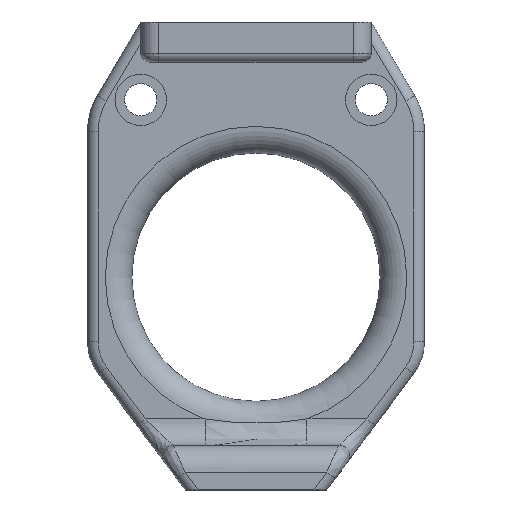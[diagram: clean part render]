
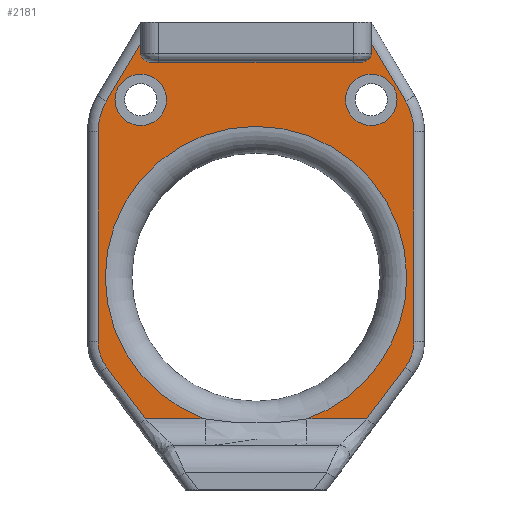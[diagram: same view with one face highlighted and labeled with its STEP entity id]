
A CAD part, top view. The second image highlights one B-rep face of the part: STEP entity #2181.
In plain terms, the highlighted planar face has unit normal (0, 0, 1).
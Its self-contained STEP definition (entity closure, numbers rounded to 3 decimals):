
#26=FACE_BOUND('',#320,.T.);
#27=FACE_BOUND('',#321,.T.);
#77=PLANE('',#2400);
#188=FACE_OUTER_BOUND('',#319,.T.);
#319=EDGE_LOOP('',(#1763,#1764,#1765,#1766,#1767,#1768,#1769,#1770,#1771,
#1772,#1773,#1774,#1775,#1776,#1777,#1778,#1779,#1780,#1781));
#320=EDGE_LOOP('',(#1782));
#321=EDGE_LOOP('',(#1783));
#402=LINE('',#3268,#610);
#407=LINE('',#3283,#615);
#413=LINE('',#3388,#621);
#415=LINE('',#3400,#623);
#417=LINE('',#3409,#625);
#432=LINE('',#3446,#640);
#433=LINE('',#3457,#641);
#435=LINE('',#3469,#643);
#507=LINE('',#3750,#715);
#510=LINE('',#3766,#718);
#511=LINE('',#3771,#719);
#610=VECTOR('',#2551,10.);
#615=VECTOR('',#2568,10.);
#621=VECTOR('',#2602,10.);
#623=VECTOR('',#2616,10.);
#625=VECTOR('',#2628,10.);
#640=VECTOR('',#2665,10.);
#641=VECTOR('',#2678,10.);
#643=VECTOR('',#2692,10.);
#715=VECTOR('',#2868,10.);
#718=VECTOR('',#2887,1000.);
#719=VECTOR('',#2892,1000.);
#817=CIRCLE('',#2274,1.);
#825=CIRCLE('',#2284,1.);
#834=CIRCLE('',#2309,4.8);
#838=CIRCLE('',#2315,6.8);
#844=CIRCLE('',#2331,6.8);
#848=CIRCLE('',#2337,4.8);
#875=CIRCLE('',#2383,2.9);
#878=CIRCLE('',#2388,2.9);
#885=CIRCLE('',#2401,17.);
#886=CIRCLE('',#2402,17.);
#916=VERTEX_POINT('',#3216);
#917=VERTEX_POINT('',#3218);
#924=VERTEX_POINT('',#3256);
#925=VERTEX_POINT('',#3257);
#928=VERTEX_POINT('',#3266);
#932=VERTEX_POINT('',#3282);
#943=VERTEX_POINT('',#3380);
#945=VERTEX_POINT('',#3386);
#947=VERTEX_POINT('',#3392);
#949=VERTEX_POINT('',#3398);
#951=VERTEX_POINT('',#3404);
#962=VERTEX_POINT('',#3444);
#964=VERTEX_POINT('',#3449);
#966=VERTEX_POINT('',#3455);
#968=VERTEX_POINT('',#3461);
#970=VERTEX_POINT('',#3467);
#1050=VERTEX_POINT('',#3732);
#1053=VERTEX_POINT('',#3741);
#1060=VERTEX_POINT('',#3765);
#1061=VERTEX_POINT('',#3767);
#1062=VERTEX_POINT('',#3769);
#1127=EDGE_CURVE('',#916,#917,#817,.F.);
#1138=EDGE_CURVE('',#924,#925,#825,.F.);
#1144=EDGE_CURVE('',#928,#924,#402,.T.);
#1151=EDGE_CURVE('',#917,#932,#407,.T.);
#1168=EDGE_CURVE('',#945,#943,#413,.T.);
#1171=EDGE_CURVE('',#947,#945,#834,.T.);
#1174=EDGE_CURVE('',#949,#947,#415,.T.);
#1177=EDGE_CURVE('',#951,#949,#838,.T.);
#1179=EDGE_CURVE('',#932,#951,#417,.T.);
#1198=EDGE_CURVE('',#962,#928,#432,.T.);
#1200=EDGE_CURVE('',#964,#962,#844,.T.);
#1203=EDGE_CURVE('',#966,#964,#433,.T.);
#1206=EDGE_CURVE('',#968,#966,#848,.T.);
#1209=EDGE_CURVE('',#970,#968,#435,.T.);
#1307=EDGE_CURVE('',#1050,#1050,#875,.T.);
#1311=EDGE_CURVE('',#1053,#1053,#878,.T.);
#1315=EDGE_CURVE('',#916,#925,#507,.T.);
#1322=EDGE_CURVE('',#970,#1060,#510,.T.);
#1323=EDGE_CURVE('',#1060,#1061,#885,.T.);
#1324=EDGE_CURVE('',#1061,#1062,#886,.T.);
#1325=EDGE_CURVE('',#1062,#943,#511,.T.);
#1763=ORIENTED_EDGE('',*,*,#1179,.F.);
#1764=ORIENTED_EDGE('',*,*,#1151,.F.);
#1765=ORIENTED_EDGE('',*,*,#1127,.F.);
#1766=ORIENTED_EDGE('',*,*,#1315,.T.);
#1767=ORIENTED_EDGE('',*,*,#1138,.F.);
#1768=ORIENTED_EDGE('',*,*,#1144,.F.);
#1769=ORIENTED_EDGE('',*,*,#1198,.F.);
#1770=ORIENTED_EDGE('',*,*,#1200,.F.);
#1771=ORIENTED_EDGE('',*,*,#1203,.F.);
#1772=ORIENTED_EDGE('',*,*,#1206,.F.);
#1773=ORIENTED_EDGE('',*,*,#1209,.F.);
#1774=ORIENTED_EDGE('',*,*,#1322,.T.);
#1775=ORIENTED_EDGE('',*,*,#1323,.T.);
#1776=ORIENTED_EDGE('',*,*,#1324,.T.);
#1777=ORIENTED_EDGE('',*,*,#1325,.T.);
#1778=ORIENTED_EDGE('',*,*,#1168,.F.);
#1779=ORIENTED_EDGE('',*,*,#1171,.F.);
#1780=ORIENTED_EDGE('',*,*,#1174,.F.);
#1781=ORIENTED_EDGE('',*,*,#1177,.F.);
#1782=ORIENTED_EDGE('',*,*,#1307,.T.);
#1783=ORIENTED_EDGE('',*,*,#1311,.T.);
#2181=ADVANCED_FACE('',(#188,#26,#27),#77,.F.);
#2274=AXIS2_PLACEMENT_3D('',#3219,#2518,#2519);
#2284=AXIS2_PLACEMENT_3D('',#3258,#2541,#2542);
#2309=AXIS2_PLACEMENT_3D('',#3394,#2608,#2609);
#2315=AXIS2_PLACEMENT_3D('',#3406,#2622,#2623);
#2331=AXIS2_PLACEMENT_3D('',#3451,#2670,#2671);
#2337=AXIS2_PLACEMENT_3D('',#3463,#2684,#2685);
#2383=AXIS2_PLACEMENT_3D('',#3733,#2846,#2847);
#2388=AXIS2_PLACEMENT_3D('',#3742,#2857,#2858);
#2400=AXIS2_PLACEMENT_3D('',#3764,#2885,#2886);
#2401=AXIS2_PLACEMENT_3D('',#3768,#2888,#2889);
#2402=AXIS2_PLACEMENT_3D('',#3770,#2890,#2891);
#2518=DIRECTION('center_axis',(0.,0.,-1.));
#2519=DIRECTION('ref_axis',(0.707,-0.707,0.));
#2541=DIRECTION('center_axis',(0.,0.,-1.));
#2542=DIRECTION('ref_axis',(-0.707,-0.707,0.));
#2551=DIRECTION('',(0.,-1.,0.));
#2568=DIRECTION('',(0.,1.,0.));
#2602=DIRECTION('',(-0.598,-0.801,0.));
#2608=DIRECTION('center_axis',(0.,0.,-1.));
#2609=DIRECTION('ref_axis',(0.949,-0.315,0.));
#2616=DIRECTION('',(0.,-1.,0.));
#2622=DIRECTION('center_axis',(0.,0.,-1.));
#2623=DIRECTION('ref_axis',(0.965,0.264,0.));
#2628=DIRECTION('',(0.509,-0.861,0.));
#2665=DIRECTION('',(0.509,0.861,0.));
#2670=DIRECTION('center_axis',(0.,0.,-1.));
#2671=DIRECTION('ref_axis',(-0.965,0.264,0.));
#2678=DIRECTION('',(0.,1.,0.));
#2684=DIRECTION('center_axis',(0.,0.,-1.));
#2685=DIRECTION('ref_axis',(-0.949,-0.315,0.));
#2692=DIRECTION('',(-0.598,0.801,0.));
#2846=DIRECTION('center_axis',(0.,0.,-1.));
#2847=DIRECTION('ref_axis',(-1.,0.,0.));
#2857=DIRECTION('center_axis',(0.,0.,-1.));
#2858=DIRECTION('ref_axis',(-1.,0.,0.));
#2868=DIRECTION('',(-1.,0.,0.));
#2885=DIRECTION('center_axis',(0.,0.,-1.));
#2886=DIRECTION('ref_axis',(-1.,0.,0.));
#2887=DIRECTION('',(1.,0.,0.));
#2888=DIRECTION('center_axis',(0.,0.,-1.));
#2889=DIRECTION('ref_axis',(-1.,0.,0.));
#2890=DIRECTION('center_axis',(0.,0.,-1.));
#2891=DIRECTION('ref_axis',(-1.,0.,0.));
#2892=DIRECTION('',(1.,0.,0.));
#3216=CARTESIAN_POINT('',(12.,24.25,4.));
#3218=CARTESIAN_POINT('',(13.,25.25,4.));
#3219=CARTESIAN_POINT('Origin',(12.,25.25,4.));
#3256=CARTESIAN_POINT('',(-13.,25.25,4.));
#3257=CARTESIAN_POINT('',(-12.,24.25,4.));
#3258=CARTESIAN_POINT('Origin',(-12.,25.25,4.));
#3266=CARTESIAN_POINT('',(-13.,26.39,4.));
#3268=CARTESIAN_POINT('',(-13.,24.105,4.));
#3282=CARTESIAN_POINT('',(13.,26.39,4.));
#3283=CARTESIAN_POINT('',(13.,24.105,4.));
#3380=CARTESIAN_POINT('',(12.475,-16.,4.));
#3386=CARTESIAN_POINT('',(16.846,-10.145,4.));
#3388=CARTESIAN_POINT('',(16.859,-10.127,4.));
#3392=CARTESIAN_POINT('',(17.8,-7.273,4.));
#3394=CARTESIAN_POINT('Origin',(13.,-7.273,4.));
#3398=CARTESIAN_POINT('',(17.8,16.404,4.));
#3400=CARTESIAN_POINT('',(17.8,8.795,4.));
#3404=CARTESIAN_POINT('',(16.855,19.862,4.));
#3406=CARTESIAN_POINT('Origin',(11.,16.404,4.));
#3409=CARTESIAN_POINT('',(19.58,15.248,4.));
#3444=CARTESIAN_POINT('',(-16.855,19.862,4.));
#3446=CARTESIAN_POINT('',(-16.58,20.328,4.));
#3449=CARTESIAN_POINT('',(-17.8,16.404,4.));
#3451=CARTESIAN_POINT('Origin',(-11.,16.404,4.));
#3455=CARTESIAN_POINT('',(-17.8,-7.273,4.));
#3457=CARTESIAN_POINT('',(-17.8,8.795,4.));
#3461=CARTESIAN_POINT('',(-16.846,-10.145,4.));
#3463=CARTESIAN_POINT('Origin',(-13.,-7.273,4.));
#3467=CARTESIAN_POINT('',(-12.475,-16.,4.));
#3469=CARTESIAN_POINT('',(-16.859,-10.127,4.));
#3732=CARTESIAN_POINT('',(-10.1,20.,4.));
#3733=CARTESIAN_POINT('Origin',(-13.,20.,4.));
#3741=CARTESIAN_POINT('',(15.9,20.,4.));
#3742=CARTESIAN_POINT('Origin',(13.,20.,4.));
#3750=CARTESIAN_POINT('',(0.,24.25,4.));
#3764=CARTESIAN_POINT('Origin',(0.,0.,4.));
#3765=CARTESIAN_POINT('',(-5.745,-16.,4.));
#3766=CARTESIAN_POINT('',(11.733,-16.,4.));
#3767=CARTESIAN_POINT('',(17.,0.,4.));
#3768=CARTESIAN_POINT('Origin',(0.,0.,4.));
#3769=CARTESIAN_POINT('',(5.745,-16.,4.));
#3770=CARTESIAN_POINT('Origin',(0.,0.,4.));
#3771=CARTESIAN_POINT('',(11.733,-16.,4.));
